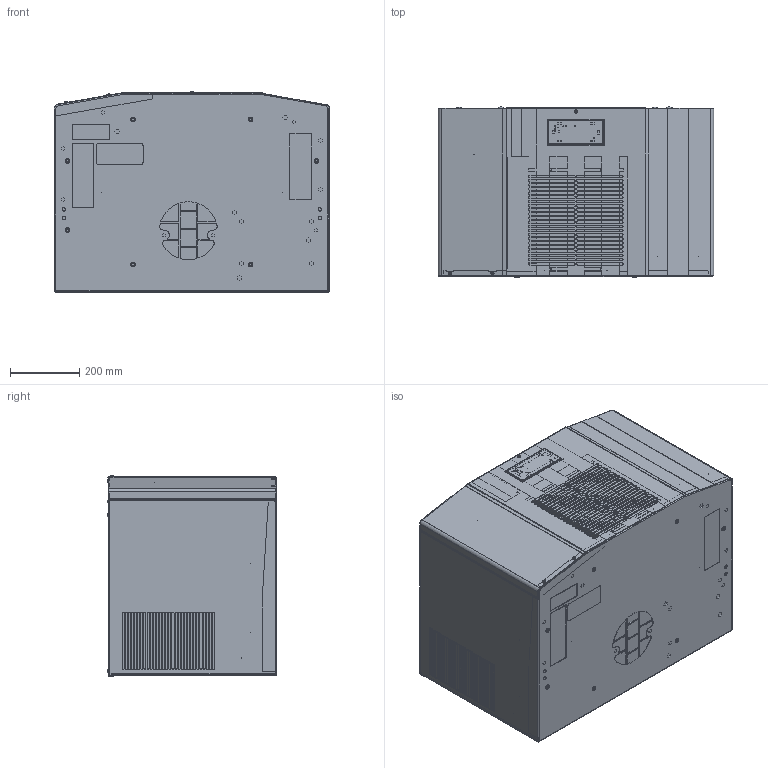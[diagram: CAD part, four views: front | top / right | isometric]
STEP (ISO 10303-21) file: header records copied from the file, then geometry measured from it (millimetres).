
FILE_DESCRIPTION (( 'STEP AP203' ), '1' );
FILE_NAME ('13256862055_Default.step', '2025-03-21T19:47:32', ( 'Windows User' ), ( 'AUTOMATION DIRECT' ), 'SwSTEP 2.0', 'SolidWorks 2024', '' );
FILE_SCHEMA (( 'CONFIG_CONTROL_DESIGN' ));
Products named in the file (1): 13256862055_Default
Bounding box: 796 x 490.96 x 581.25 mm (x, y, z)
Volume: 213773993.5 mm3; surface area: 3781886.5 mm2
Topology: 1 solids, 28 shells, 2034 faces, 5507 edges, 3467 vertices
Faces by surface type: plane 1347, cylinder 571, bspline 44, torus 32, cone 26, sphere 14
Full cylindrical faces by diameter (mm): 7.671 x1
Entity records: 67435 total; most frequent: CARTESIAN_POINT 15288, ORIENTED_EDGE 10998, DIRECTION 10514, EDGE_CURVE 5499, LINE 3974, VECTOR 3974, VERTEX_POINT 3466, AXIS2_PLACEMENT_3D 3270
